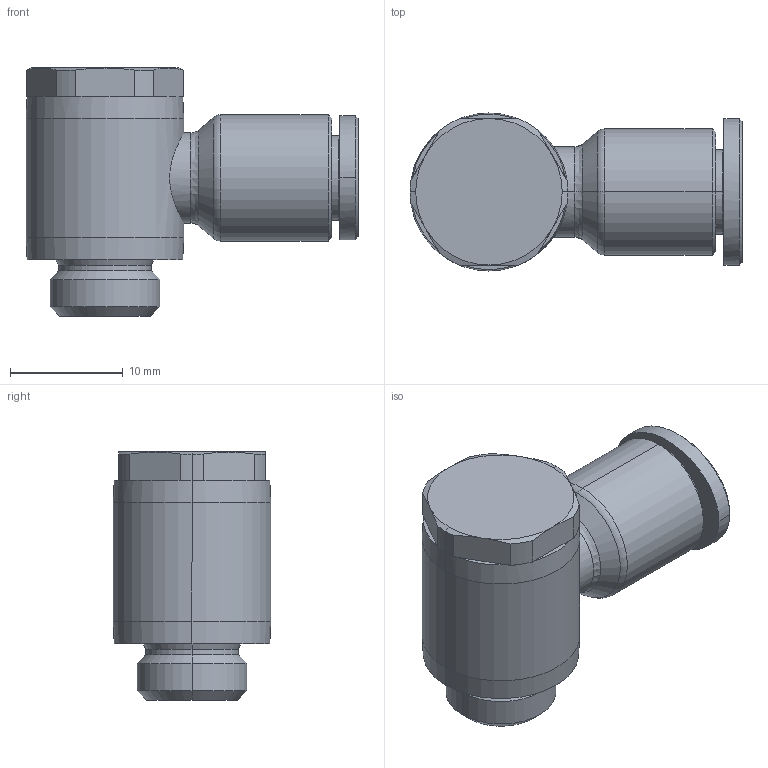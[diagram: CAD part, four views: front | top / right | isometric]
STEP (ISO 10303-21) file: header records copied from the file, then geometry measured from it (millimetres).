
FILE_DESCRIPTION((''),'2;1');
FILE_NAME('GPH_06G01(3D).stp','2012-12-20T18:35:54',(''),(''),'Mechanical Desktop.R8.0.24.0','Mechanical Desktop.R8.0.24.0',', , ');
FILE_SCHEMA(('CONFIG_CONTROL_DESIGN'));
Length unit declared in the file: millimetre
Products named in the file (2): GPH_06G01(3D); 睡ヶ1
Assembly tree (1 placements, depth 2):
  GPH_06G01(3D)
    睡ヶ1
Bounding box: 29.45 x 14 x 22 mm (x, y, z)
Volume: 3338.5 mm3; surface area: 3561.6 mm2
Topology: 1 solids, 1 shells, 298 faces, 783 edges, 502 vertices
Faces by surface type: plane 191, cylinder 39, cone 34, bspline 32, torus 2
Entity records: 10095 total; most frequent: CARTESIAN_POINT 2680, ORIENTED_EDGE 1562, DIRECTION 1470, EDGE_CURVE 781, VECTOR 582, LINE 582, VERTEX_POINT 502, AXIS2_PLACEMENT_3D 444
